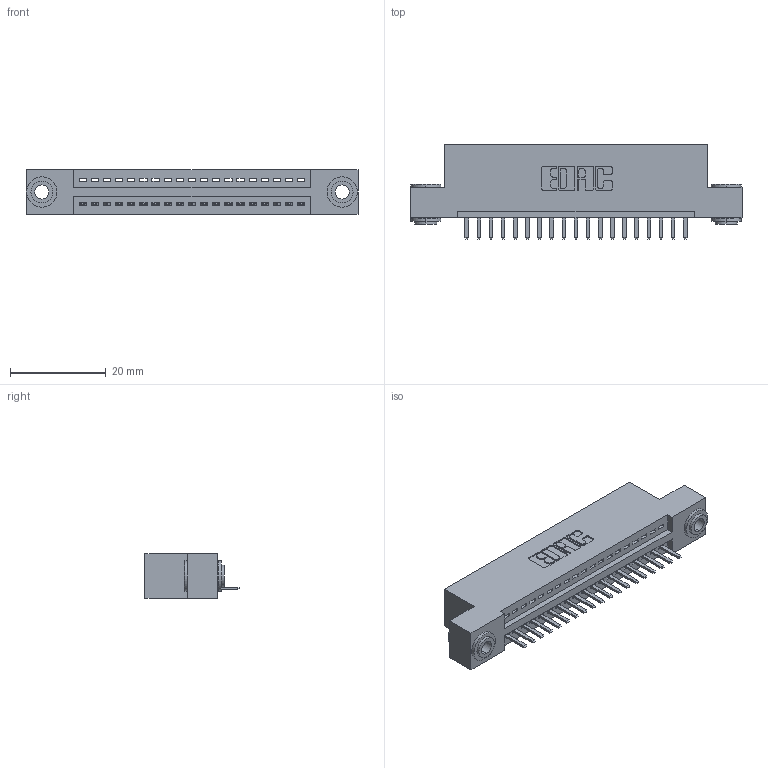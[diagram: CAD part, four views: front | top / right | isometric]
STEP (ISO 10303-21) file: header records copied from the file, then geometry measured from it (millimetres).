
FILE_DESCRIPTION (( 'STEP AP203' ), '1' );
FILE_NAME ('345-019-520-103.STEP', '2018-08-20T00:16:18', ( '' ), ( '' ), 'SwSTEP 2.0', 'SolidWorks 2016', '' );
FILE_SCHEMA (( 'CONFIG_CONTROL_DESIGN' ));
Length unit declared in the file: inch
Products named in the file (4): 345 Part_Flush Mounting Lugs - 0.156 Dia-TH; 345-292-001_345-293-120; 345-250-002_345-250-002-102; 345-019-520-103
Assembly tree (22 placements, depth 2):
  345-019-520-103
    345 Part_Flush Mounting Lugs - 0.156 Dia-TH
    345-292-001_345-293-120  x19
    345-250-002_345-250-002-102  x2
Bounding box: 69.47 x 19.68 x 9.4 mm (x, y, z)
Volume: 6374.6 mm3; surface area: 8194.3 mm2
Topology: 22 solids, 22 shells, 1342 faces, 3913 edges, 2554 vertices
Faces by surface type: plane 888, cylinder 446, cone 8
Entity records: 18160 total; most frequent: CARTESIAN_POINT 3136, ORIENTED_EDGE 3070, DIRECTION 2791, EDGE_CURVE 1535, LINE 1299, VECTOR 1299, VERTEX_POINT 1018, AXIS2_PLACEMENT_3D 746
